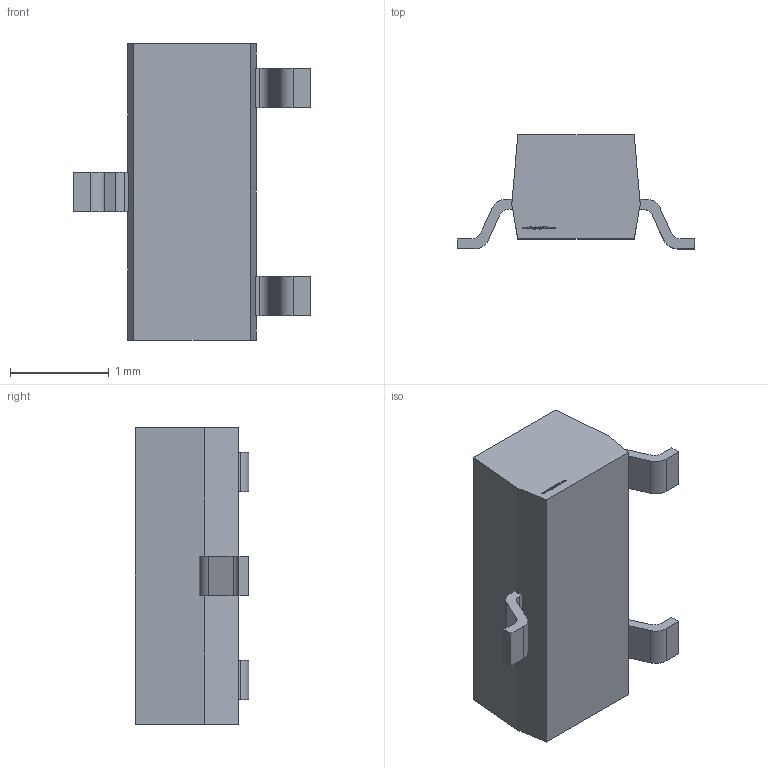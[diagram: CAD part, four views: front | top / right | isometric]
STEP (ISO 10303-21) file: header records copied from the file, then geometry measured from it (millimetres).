
FILE_DESCRIPTION (( 'STEP AP214' ), '1' );
FILE_NAME ('AM23.STEP', '2008-09-02T18:01:33', ( '' ), ( '' ), 'SwSTEP 2.0', 'SolidWorks 2008', '' );
FILE_SCHEMA (( 'AUTOMOTIVE_DESIGN' ));
Length unit declared in the file: millimetre
Products named in the file (1): AM23
Bounding box: 2.4 x 1.15 x 3 mm (x, y, z)
Volume: 4 mm3; surface area: 18.4 mm2
Topology: 1 solids, 1 shells, 330 faces, 900 edges, 600 vertices
Faces by surface type: plane 202, bspline 116, cylinder 12
Entity records: 19160 total; most frequent: CARTESIAN_POINT 8219, ORIENTED_EDGE 1800, DIRECTION 1122, EDGE_CURVE 900, VECTOR 644, LINE 644, VERTEX_POINT 600, EDGE_LOOP 358
